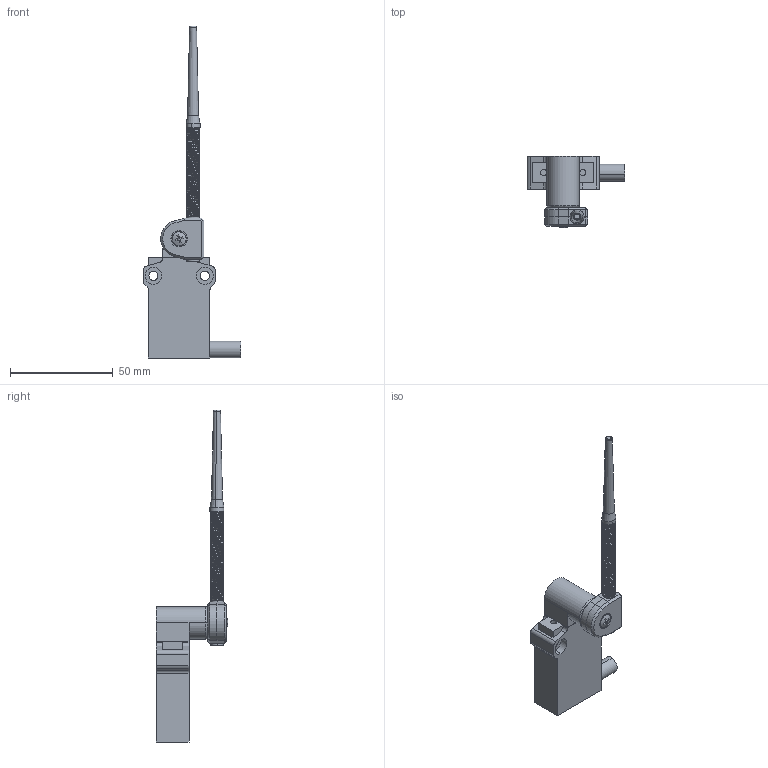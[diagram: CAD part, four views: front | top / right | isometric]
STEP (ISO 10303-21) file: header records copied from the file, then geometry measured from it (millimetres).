
FILE_DESCRIPTION (( 'STEP AP214' ), '1' );
FILE_NAME ('AEM2G6120Z11-3R.step', '2017-12-19T21:31:20', ( '' ), ( '' ), 'SwSTEP 2.0', 'SolidWorks 2017', '' );
FILE_SCHEMA (( 'AUTOMOTIVE_DESIGN' ));
Length unit declared in the file: inch
Products named in the file (1): AEM2G6120Z11-3R
Bounding box: 47.5 x 34.9 x 161.5 mm (x, y, z)
Volume: 32705.9 mm3; surface area: 15125.8 mm2
Topology: 9 solids, 9 shells, 183 faces, 427 edges, 274 vertices
Faces by surface type: plane 101, cylinder 59, bspline 14, cone 9
Full cylindrical faces by diameter (mm): 3.5 x2
Entity records: 24617 total; most frequent: CARTESIAN_POINT 17939, DIRECTION 857, ORIENTED_EDGE 854, EDGE_CURVE 427, AXIS2_PLACEMENT_3D 303, VERTEX_POINT 274, VECTOR 251, LINE 251
